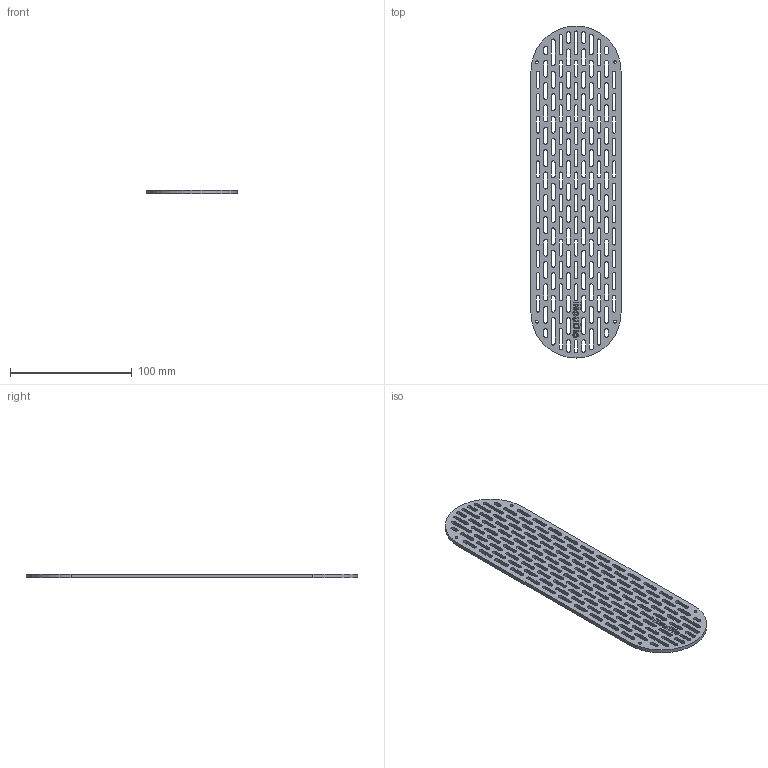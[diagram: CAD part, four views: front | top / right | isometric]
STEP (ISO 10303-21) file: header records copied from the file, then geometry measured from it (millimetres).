
FILE_DESCRIPTION(/* description */ (''),/* implementation_level */ '2;1');
FILE_NAME(/* name */ 'Front Pattern 4.step',/* time_stamp */ '2022-12-03T00:25:29-08:00',/* author */ (''),/* organization */ (''),/* preprocessor_version */ 'ST-DEVELOPER v19.2',/* originating_system */ 'Autodesk Translation Framework v11.17.0.187',/* authorisation */ '');
FILE_SCHEMA (('AUTOMOTIVE_DESIGN { 1 0 10303 214 3 1 1 }'));
Length unit declared in the file: centimetre
Products named in the file (1): Front-Side Acrylic
Bounding box: 73.96 x 272.23 x 3 mm (x, y, z)
Volume: 39048.8 mm3; surface area: 41962.7 mm2
Topology: 1 solids, 2 shells, 717 faces, 2109 edges, 1406 vertices
Faces by surface type: plane 345, cylinder 309, bspline 63
Full cylindrical faces by diameter (mm): 1.9 x1, 2.2 x4
Entity records: 25258 total; most frequent: CARTESIAN_POINT 5304, ORIENTED_EDGE 4218, DIRECTION 3911, EDGE_CURVE 2109, VERTEX_POINT 1406, LINE 1365, VECTOR 1365, AXIS2_PLACEMENT_3D 1273
